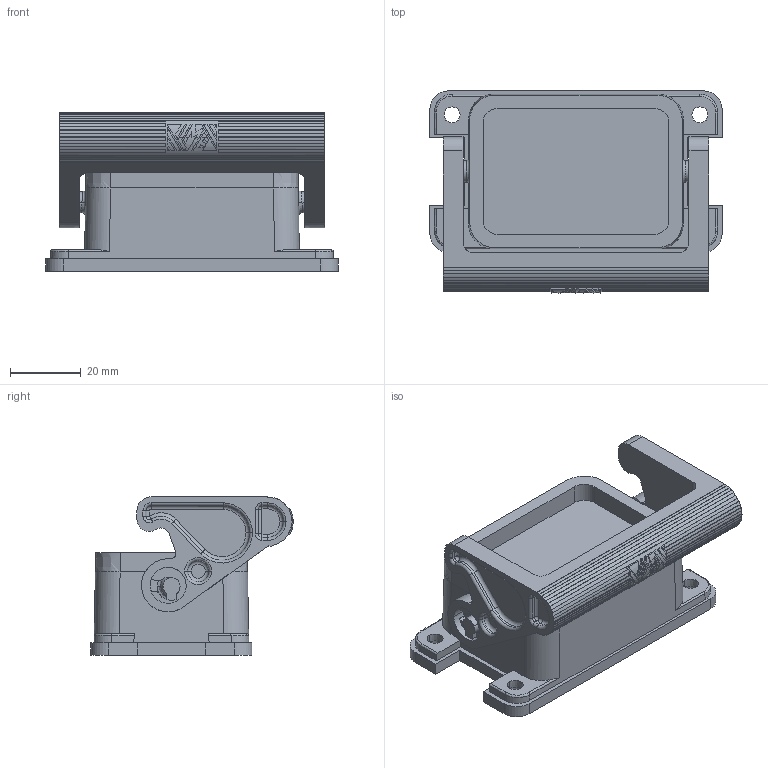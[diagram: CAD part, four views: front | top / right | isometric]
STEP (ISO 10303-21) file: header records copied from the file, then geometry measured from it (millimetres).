
FILE_DESCRIPTION(('CoCreate Modeling STEP Export'),'2;1');
FILE_NAME('CHIN 06 L.stp','2011-04-19T13:20:13',(''),(''),'CoCreate Modeling STEP processor for AP214 (Solid Model)','CoCreate Modeling 16.00A 16-Aug-2008 (C) Parametric Technology GmbH','');
FILE_SCHEMA(('AUTOMOTIVE_DESIGN { 1 0 10303 214 1 1 1 1 }'));
Length unit declared in the file: millimetre
Products named in the file (2): CHIN_06_L
Assembly tree (1 placements, depth 2):
  CHIN_06_L
    CHIN_06_L
Bounding box: 82.5 x 57.11 x 44.74 mm (x, y, z)
Volume: 109880 mm3; surface area: 32162.4 mm2
Topology: 1 solids, 1 shells, 520 faces, 1433 edges, 912 vertices
Faces by surface type: plane 263, cylinder 181, torus 44, bspline 12, cone 12, extrusion 8
Entity records: 22759 total; most frequent: CARTESIAN_POINT 6040, ORIENTED_EDGE 2866, DIRECTION 2427, EDGE_CURVE 1433, VERTEX_POINT 916, AXIS2_PLACEMENT_3D 825, VECTOR 777, LINE 771
